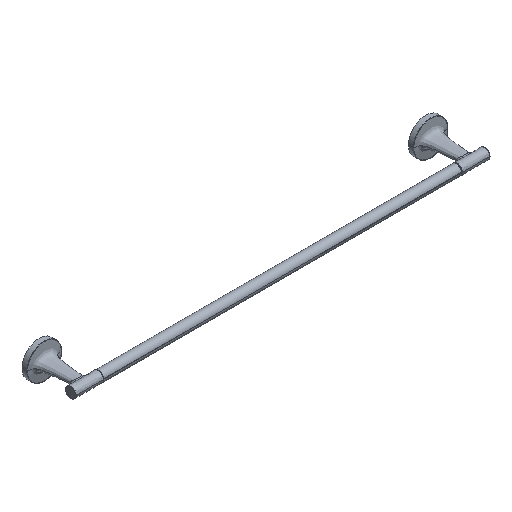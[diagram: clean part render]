
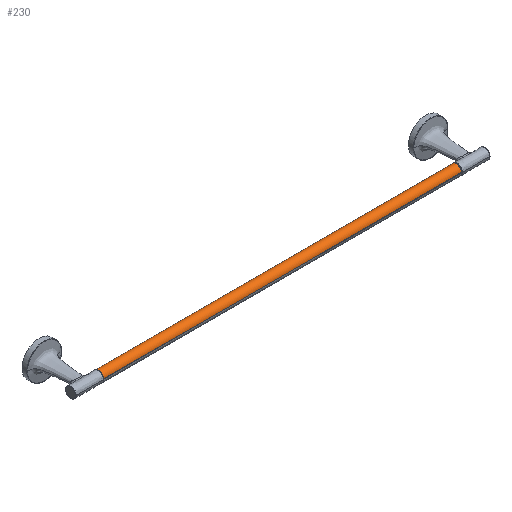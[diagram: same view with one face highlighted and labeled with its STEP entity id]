
A CAD part, isometric view. The second image highlights one B-rep face of the part: STEP entity #230.
In plain terms, the highlighted free-form (B-spline) face has degree [2, 1] with [9, 2] control points.
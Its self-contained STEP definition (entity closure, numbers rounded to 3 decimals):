
#230=ADVANCED_FACE('',(#436),#6788,.T.);
#436=FACE_OUTER_BOUND('',#648,.T.);
#648=EDGE_LOOP('',(#1635,#1636,#1637,#1638));
#1635=ORIENTED_EDGE('',*,*,#5954,.T.);
#1636=ORIENTED_EDGE('',*,*,#5955,.T.);
#1637=ORIENTED_EDGE('',*,*,#5956,.T.);
#1638=ORIENTED_EDGE('',*,*,#5957,.T.);
#2641=PCURVE('',#6788,#3647);
#2642=PCURVE('',#6788,#3648);
#2643=PCURVE('',#6788,#3649);
#2644=PCURVE('',#6788,#3650);
#2645=PCURVE('',#6789,#3651);
#2647=PCURVE('',#6789,#3653);
#2649=PCURVE('',#6627,#3655);
#2654=PCURVE('',#6628,#3660);
#3647=DEFINITIONAL_REPRESENTATION('',(#4874),#38678);
#3648=DEFINITIONAL_REPRESENTATION('',(#4876),#38678);
#3649=DEFINITIONAL_REPRESENTATION('',(#4877),#38678);
#3650=DEFINITIONAL_REPRESENTATION('',(#4879),#38678);
#3651=DEFINITIONAL_REPRESENTATION('',(#4880),#38678);
#3653=DEFINITIONAL_REPRESENTATION('',(#4882),#38678);
#3655=DEFINITIONAL_REPRESENTATION('',(#6271),#38678);
#3660=DEFINITIONAL_REPRESENTATION('',(#6277),#38678);
#4874=B_SPLINE_CURVE_WITH_KNOTS('',1,(#38557,#38558),.UNSPECIFIED.,.F.,
 .F.,(2,2),(0.,23.562),.UNSPECIFIED.);
#4875=B_SPLINE_CURVE_WITH_KNOTS('',1,(#38559,#38560),.UNSPECIFIED.,.F.,
 .F.,(2,2),(0.,518.8),.UNSPECIFIED.);
#4876=B_SPLINE_CURVE_WITH_KNOTS('',1,(#38561,#38562),.UNSPECIFIED.,.F.,
 .F.,(2,2),(0.,518.8),.UNSPECIFIED.);
#4877=B_SPLINE_CURVE_WITH_KNOTS('',1,(#38568,#38569),.UNSPECIFIED.,.F.,
 .F.,(2,2),(-23.562,0.),.UNSPECIFIED.);
#4878=B_SPLINE_CURVE_WITH_KNOTS('',1,(#38570,#38571),.UNSPECIFIED.,.F.,
 .F.,(2,2),(-518.8,0.),.UNSPECIFIED.);
#4879=B_SPLINE_CURVE_WITH_KNOTS('',1,(#38572,#38573),.UNSPECIFIED.,.F.,
 .F.,(2,2),(-518.8,0.),.UNSPECIFIED.);
#4880=B_SPLINE_CURVE_WITH_KNOTS('',1,(#38574,#38575),.UNSPECIFIED.,.F.,
 .F.,(2,2),(0.,518.8),.UNSPECIFIED.);
#4882=B_SPLINE_CURVE_WITH_KNOTS('',1,(#38583,#38584),.UNSPECIFIED.,.F.,
 .F.,(2,2),(-518.8,0.),.UNSPECIFIED.);
#5420=SURFACE_CURVE('',#6267,(#2641,#2649),.PCURVE_S1.);
#5421=SURFACE_CURVE('',#4875,(#2642,#2645),.PCURVE_S1.);
#5422=SURFACE_CURVE('',#6268,(#2643,#2654),.PCURVE_S1.);
#5423=SURFACE_CURVE('',#4878,(#2644,#2647),.PCURVE_S1.);
#5954=EDGE_CURVE('',#6583,#6584,#5420,.T.);
#5955=EDGE_CURVE('',#6584,#6585,#5421,.T.);
#5956=EDGE_CURVE('',#6585,#6586,#5422,.T.);
#5957=EDGE_CURVE('',#6586,#6583,#5423,.T.);
#6267=(
BOUNDED_CURVE()
B_SPLINE_CURVE(2,(#38552,#38553,#38554,#38555,#38556),.UNSPECIFIED.,.F.,
 .F.)
B_SPLINE_CURVE_WITH_KNOTS((3,2,3),(0.,11.781,23.562),
 .UNSPECIFIED.)
CURVE()
GEOMETRIC_REPRESENTATION_ITEM()
RATIONAL_B_SPLINE_CURVE((1.,0.707,1.,0.707,1.))
REPRESENTATION_ITEM('')
);
#6268=(
BOUNDED_CURVE()
B_SPLINE_CURVE(2,(#38563,#38564,#38565,#38566,#38567),.UNSPECIFIED.,.F.,
 .F.)
B_SPLINE_CURVE_WITH_KNOTS((3,2,3),(-23.562,-11.781,
0.),.UNSPECIFIED.)
CURVE()
GEOMETRIC_REPRESENTATION_ITEM()
RATIONAL_B_SPLINE_CURVE((1.,0.707,1.,0.707,1.))
REPRESENTATION_ITEM('')
);
#6271=(
BOUNDED_CURVE()
B_SPLINE_CURVE(2,(#38592,#38593,#38594,#38595,#38596),.UNSPECIFIED.,.F.,
 .F.)
B_SPLINE_CURVE_WITH_KNOTS((3,2,3),(0.,11.781,23.562),
 .UNSPECIFIED.)
CURVE()
GEOMETRIC_REPRESENTATION_ITEM()
RATIONAL_B_SPLINE_CURVE((1.,0.707,1.,0.707,1.))
REPRESENTATION_ITEM('')
);
#6277=(
BOUNDED_CURVE()
B_SPLINE_CURVE(2,(#38622,#38623,#38624,#38625,#38626),.UNSPECIFIED.,.F.,
 .F.)
B_SPLINE_CURVE_WITH_KNOTS((3,2,3),(-23.562,-11.781,
0.),.UNSPECIFIED.)
CURVE()
GEOMETRIC_REPRESENTATION_ITEM()
RATIONAL_B_SPLINE_CURVE((1.,0.707,1.,0.707,1.))
REPRESENTATION_ITEM('')
);
#6583=VERTEX_POINT('',#38492);
#6584=VERTEX_POINT('',#38493);
#6585=VERTEX_POINT('',#38494);
#6586=VERTEX_POINT('',#38495);
#6627=B_SPLINE_SURFACE_WITH_KNOTS('',1,1,((#38422,#38423),(#38424,#38425)),
 .UNSPECIFIED.,.F.,.F.,.F.,(2,2),(2,2),(-9.001,9.001),(-9.001,9.001),
 .UNSPECIFIED.);
#6628=B_SPLINE_SURFACE_WITH_KNOTS('',1,1,((#38426,#38427),(#38428,#38429)),
 .UNSPECIFIED.,.F.,.F.,.F.,(2,2),(2,2),(-9.001,9.001),(-9.001,9.001),
 .UNSPECIFIED.);
#6788=(
BOUNDED_SURFACE()
B_SPLINE_SURFACE(2,1,((#38386,#38387),(#38388,#38389),(#38390,#38391),(#38392,
#38393),(#38394,#38395),(#38396,#38397),(#38398,#38399),(#38400,#38401),
(#38402,#38403)),.UNSPECIFIED.,.T.,.F.,.F.)
B_SPLINE_SURFACE_WITH_KNOTS((3,2,2,2,3),(2,2),(0.,1.571,3.142,
4.712,6.283),(0.,622.562),.UNSPECIFIED.)
GEOMETRIC_REPRESENTATION_ITEM()
RATIONAL_B_SPLINE_SURFACE(((1.,1.),(0.707,0.707),
(1.,1.),(0.707,0.707),(1.,1.),(0.707,
0.707),(1.,1.),(0.707,0.707),(1.,1.)))
REPRESENTATION_ITEM('')
SURFACE()
);
#6789=(
BOUNDED_SURFACE()
B_SPLINE_SURFACE(2,1,((#38404,#38405),(#38406,#38407),(#38408,#38409),(#38410,
#38411),(#38412,#38413),(#38414,#38415),(#38416,#38417),(#38418,#38419),
(#38420,#38421)),.UNSPECIFIED.,.T.,.F.,.F.)
B_SPLINE_SURFACE_WITH_KNOTS((3,2,2,2,3),(2,2),(0.,1.571,3.142,
4.712,6.283),(0.,622.562),.UNSPECIFIED.)
GEOMETRIC_REPRESENTATION_ITEM()
RATIONAL_B_SPLINE_SURFACE(((1.,1.),(0.707,0.707),
(1.,1.),(0.707,0.707),(1.,1.),(0.707,
0.707),(1.,1.),(0.707,0.707),(1.,1.)))
REPRESENTATION_ITEM('')
SURFACE()
);
#38386=CARTESIAN_POINT('',(-311.281,-29.05,-36.55));
#38387=CARTESIAN_POINT('',(311.281,-29.05,-36.55));
#38388=CARTESIAN_POINT('',(-311.281,-21.55,-36.55));
#38389=CARTESIAN_POINT('',(311.281,-21.55,-36.55));
#38390=CARTESIAN_POINT('',(-311.281,-21.55,-29.05));
#38391=CARTESIAN_POINT('',(311.281,-21.55,-29.05));
#38392=CARTESIAN_POINT('',(-311.281,-21.55,-21.55));
#38393=CARTESIAN_POINT('',(311.281,-21.55,-21.55));
#38394=CARTESIAN_POINT('',(-311.281,-29.05,-21.55));
#38395=CARTESIAN_POINT('',(311.281,-29.05,-21.55));
#38396=CARTESIAN_POINT('',(-311.281,-36.55,-21.55));
#38397=CARTESIAN_POINT('',(311.281,-36.55,-21.55));
#38398=CARTESIAN_POINT('',(-311.281,-36.55,-29.05));
#38399=CARTESIAN_POINT('',(311.281,-36.55,-29.05));
#38400=CARTESIAN_POINT('',(-311.281,-36.55,-36.55));
#38401=CARTESIAN_POINT('',(311.281,-36.55,-36.55));
#38402=CARTESIAN_POINT('',(-311.281,-29.05,-36.55));
#38403=CARTESIAN_POINT('',(311.281,-29.05,-36.55));
#38404=CARTESIAN_POINT('',(-311.281,-29.05,-21.55));
#38405=CARTESIAN_POINT('',(311.281,-29.05,-21.55));
#38406=CARTESIAN_POINT('',(-311.281,-36.55,-21.55));
#38407=CARTESIAN_POINT('',(311.281,-36.55,-21.55));
#38408=CARTESIAN_POINT('',(-311.281,-36.55,-29.05));
#38409=CARTESIAN_POINT('',(311.281,-36.55,-29.05));
#38410=CARTESIAN_POINT('',(-311.281,-36.55,-36.55));
#38411=CARTESIAN_POINT('',(311.281,-36.55,-36.55));
#38412=CARTESIAN_POINT('',(-311.281,-29.05,-36.55));
#38413=CARTESIAN_POINT('',(311.281,-29.05,-36.55));
#38414=CARTESIAN_POINT('',(-311.281,-21.55,-36.55));
#38415=CARTESIAN_POINT('',(311.281,-21.55,-36.55));
#38416=CARTESIAN_POINT('',(-311.281,-21.55,-29.05));
#38417=CARTESIAN_POINT('',(311.281,-21.55,-29.05));
#38418=CARTESIAN_POINT('',(-311.281,-21.55,-21.55));
#38419=CARTESIAN_POINT('',(311.281,-21.55,-21.55));
#38420=CARTESIAN_POINT('',(-311.281,-29.05,-21.55));
#38421=CARTESIAN_POINT('',(311.281,-29.05,-21.55));
#38422=CARTESIAN_POINT('',(-259.4,-38.051,-38.051));
#38423=CARTESIAN_POINT('',(-259.4,-20.049,-38.051));
#38424=CARTESIAN_POINT('',(-259.4,-38.051,-20.049));
#38425=CARTESIAN_POINT('',(-259.4,-20.049,-20.049));
#38426=CARTESIAN_POINT('',(259.4,-38.051,-38.051));
#38427=CARTESIAN_POINT('',(259.4,-38.051,-20.049));
#38428=CARTESIAN_POINT('',(259.4,-20.049,-38.051));
#38429=CARTESIAN_POINT('',(259.4,-20.049,-20.049));
#38492=CARTESIAN_POINT('',(-259.4,-21.55,-29.05));
#38493=CARTESIAN_POINT('',(-259.4,-36.55,-29.05));
#38494=CARTESIAN_POINT('',(259.4,-36.55,-29.05));
#38495=CARTESIAN_POINT('',(259.4,-21.55,-29.05));
#38552=CARTESIAN_POINT('',(-259.4,-21.55,-29.05));
#38553=CARTESIAN_POINT('',(-259.4,-21.55,-21.55));
#38554=CARTESIAN_POINT('',(-259.4,-29.05,-21.55));
#38555=CARTESIAN_POINT('',(-259.4,-36.55,-21.55));
#38556=CARTESIAN_POINT('',(-259.4,-36.55,-29.05));
#38557=CARTESIAN_POINT('',(1.571,51.881));
#38558=CARTESIAN_POINT('',(4.712,51.881));
#38559=CARTESIAN_POINT('',(-259.4,-36.55,-29.05));
#38560=CARTESIAN_POINT('',(259.4,-36.55,-29.05));
#38561=CARTESIAN_POINT('',(4.712,51.881));
#38562=CARTESIAN_POINT('',(4.712,570.681));
#38563=CARTESIAN_POINT('',(259.4,-36.55,-29.05));
#38564=CARTESIAN_POINT('',(259.4,-36.55,-21.55));
#38565=CARTESIAN_POINT('',(259.4,-29.05,-21.55));
#38566=CARTESIAN_POINT('',(259.4,-21.55,-21.55));
#38567=CARTESIAN_POINT('',(259.4,-21.55,-29.05));
#38568=CARTESIAN_POINT('',(4.712,570.681));
#38569=CARTESIAN_POINT('',(1.571,570.681));
#38570=CARTESIAN_POINT('',(259.4,-21.55,-29.05));
#38571=CARTESIAN_POINT('',(-259.4,-21.55,-29.05));
#38572=CARTESIAN_POINT('',(1.571,570.681));
#38573=CARTESIAN_POINT('',(1.571,51.881));
#38574=CARTESIAN_POINT('',(1.571,51.881));
#38575=CARTESIAN_POINT('',(1.571,570.681));
#38583=CARTESIAN_POINT('',(4.712,570.681));
#38584=CARTESIAN_POINT('',(4.712,51.881));
#38592=CARTESIAN_POINT('',(0.,7.5));
#38593=CARTESIAN_POINT('',(7.5,7.5));
#38594=CARTESIAN_POINT('',(7.5,0.));
#38595=CARTESIAN_POINT('',(7.5,-7.5));
#38596=CARTESIAN_POINT('',(0.,-7.5));
#38622=CARTESIAN_POINT('',(-7.5,0.));
#38623=CARTESIAN_POINT('',(-7.5,7.5));
#38624=CARTESIAN_POINT('',(0.,7.5));
#38625=CARTESIAN_POINT('',(7.5,7.5));
#38626=CARTESIAN_POINT('',(7.5,0.));
#38678=(
GEOMETRIC_REPRESENTATION_CONTEXT(2)
PARAMETRIC_REPRESENTATION_CONTEXT()
REPRESENTATION_CONTEXT('pspace','')
);
